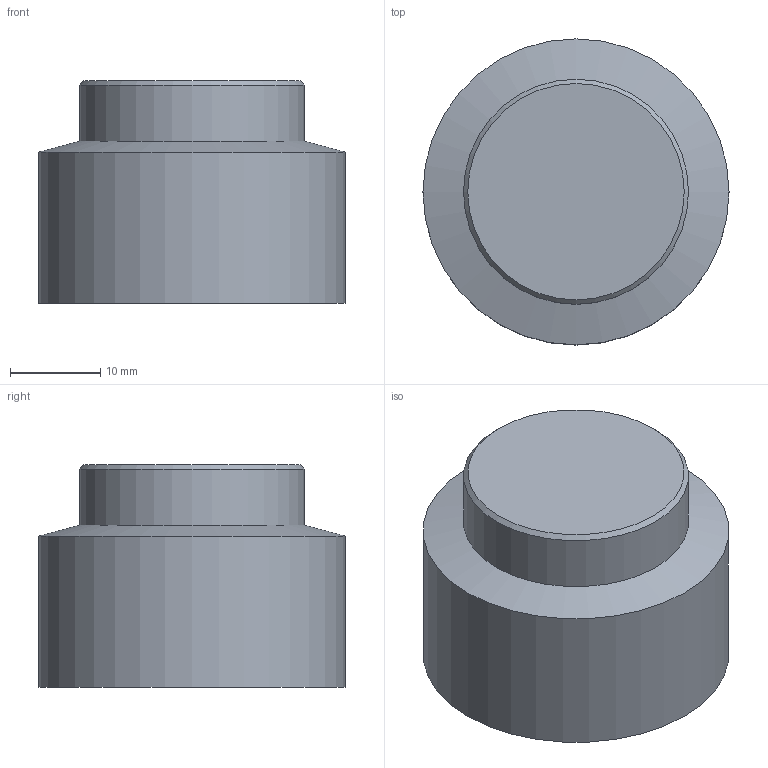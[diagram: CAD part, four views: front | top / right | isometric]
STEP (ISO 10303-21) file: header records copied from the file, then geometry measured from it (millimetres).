
FILE_DESCRIPTION(/* description */ (''),/* implementation_level */ '2;1');
FILE_NAME(/* name */ '1639722887267.stp',/* time_stamp */ '2021-12-17T12:04:58+06:00',/* author */ (''),/* organization */ ('SMS'),/* preprocessor_version */ 'ST-DEVELOPER v16.7',/* originating_system */ 'SIEMENS PLM Software NX 12.0',/* authorisation */ '');
FILE_SCHEMA (('AUTOMOTIVE_DESIGN { 1 0 10303 214 3 1 1 1 }'));
Length unit declared in the file: millimetre
Products named in the file (1): 203897620mod000_00
Bounding box: 34 x 34 x 24.73 mm (x, y, z)
Volume: 19372.5 mm3; surface area: 4130.6 mm2
Topology: 1 solids, 1 shells, 6 faces, 9 edges, 7 vertices
Faces by surface type: cone 2, cylinder 2, plane 2
Full cylindrical faces by diameter (mm): 25 x1, 34 x1
Entity records: 170 total; most frequent: DIRECTION 28, CARTESIAN_POINT 21, AXIS2_PLACEMENT_3D 14, EDGE_LOOP 10, ORIENTED_EDGE 10, FACE_BOUND 8, ADVANCED_FACE 6, VERTEX_POINT 5
